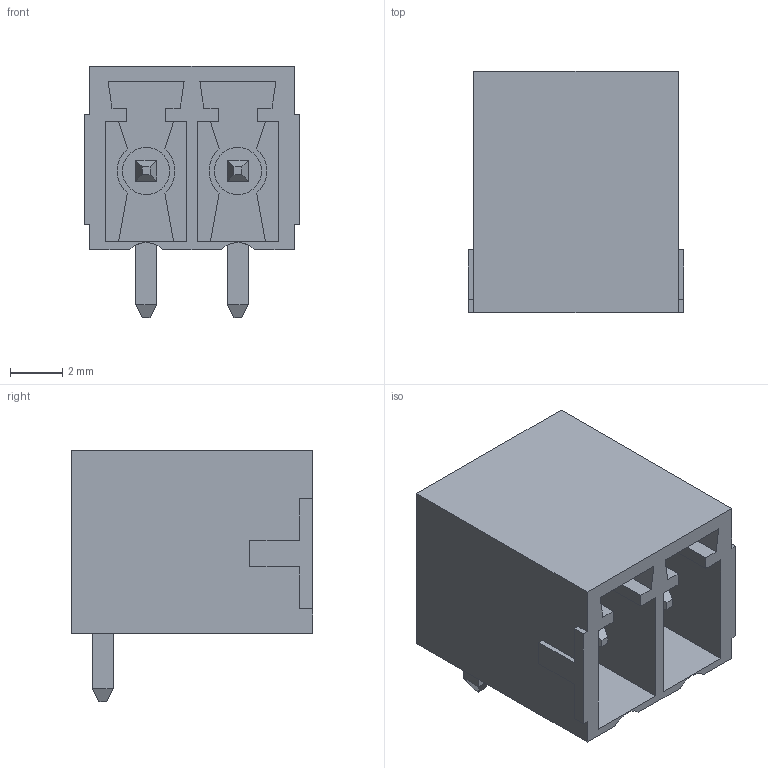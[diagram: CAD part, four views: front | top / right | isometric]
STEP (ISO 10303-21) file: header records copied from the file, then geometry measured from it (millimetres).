
FILE_DESCRIPTION(/* description */ ('Unknown'),/* implementation_level */ '2;1');
FILE_NAME(/* name */ '691701110002B',/* time_stamp */ '2024-01-09T16:30:25+01:00',/* author */ ('Unknown'),/* organization */ ('Unknown'),/* preprocessor_version */ 'ST-DEVELOPER v18.102',/* originating_system */ 'Solid Edge',/* authorisation */ 'Unknown');
FILE_SCHEMA (('AUTOMOTIVE_DESIGN {1 0 10303 214 3 1 1}'));
Length unit declared in the file: millimetre
Products named in the file (3): 6917011100xxB; 691701110002B; 6917011100xxB_PIN
Assembly tree (3 placements, depth 2):
  6917011100xxB
    691701110002B
    6917011100xxB_PIN  x2
Bounding box: 8.2 x 9.2 x 9.6 mm (x, y, z)
Volume: 268.7 mm3; surface area: 792.1 mm2
Topology: 3 solids, 3 shells, 160 faces, 446 edges, 290 vertices
Faces by surface type: plane 146, cylinder 14
Full cylindrical faces by diameter (mm): 1.25 x2, 1.8 x2
Entity records: 4600 total; most frequent: CARTESIAN_POINT 806, ORIENTED_EDGE 796, DIRECTION 720, EDGE_CURVE 398, LINE 368, VECTOR 368, VERTEX_POINT 262, AXIS2_PLACEMENT_3D 176
